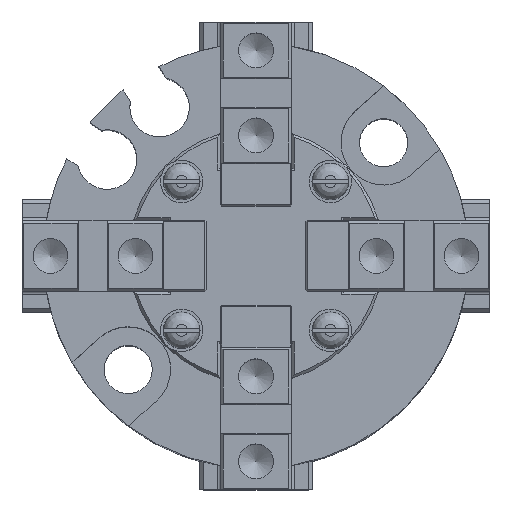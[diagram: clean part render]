
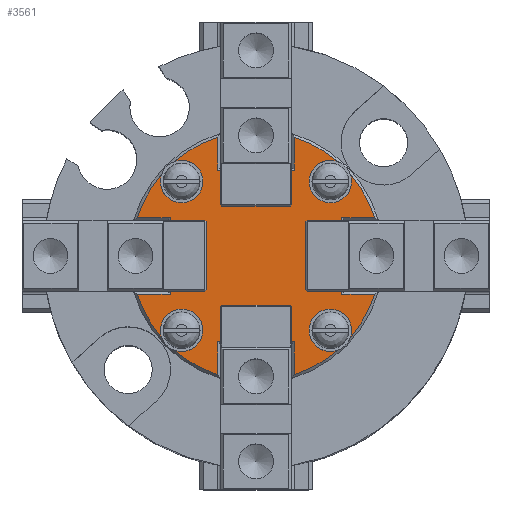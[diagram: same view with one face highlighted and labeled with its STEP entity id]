
A CAD part, top view. The second image highlights one B-rep face of the part: STEP entity #3561.
In plain terms, the highlighted planar face has unit normal (0, 0, 1).
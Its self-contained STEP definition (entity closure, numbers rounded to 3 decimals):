
#370=LINE('',#6040,#684);
#373=LINE('',#6046,#687);
#376=LINE('',#6052,#690);
#378=LINE('',#6077,#692);
#381=LINE('',#6083,#695);
#384=LINE('',#6088,#698);
#385=LINE('',#6109,#699);
#387=LINE('',#6113,#701);
#389=LINE('',#6117,#703);
#390=LINE('',#6138,#704);
#392=LINE('',#6142,#706);
#395=LINE('',#6146,#709);
#684=VECTOR('',#4893,10.);
#687=VECTOR('',#4898,10.);
#690=VECTOR('',#4903,10.);
#692=VECTOR('',#4919,10.);
#695=VECTOR('',#4924,10.);
#698=VECTOR('',#4929,10.);
#699=VECTOR('',#4942,10.);
#701=VECTOR('',#4946,10.);
#703=VECTOR('',#4950,10.);
#704=VECTOR('',#4963,10.);
#706=VECTOR('',#4967,10.);
#709=VECTOR('',#4972,10.);
#863=PLANE('',#4019);
#1120=FACE_OUTER_BOUND('',#1379,.T.);
#1379=EDGE_LOOP('',(#3252,#3253,#3254,#3255,#3256,#3257,#3258,#3259,#3260,
#3261,#3262,#3263,#3264,#3265,#3266,#3267,#3268,#3269,#3270,#3271,#3272,
#3273,#3274,#3275));
#1508=CIRCLE('',#3954,8.8);
#1512=CIRCLE('',#3958,8.8);
#1514=CIRCLE('',#3964,8.8);
#1517=CIRCLE('',#3967,8.8);
#1519=CIRCLE('',#3973,8.8);
#1521=CIRCLE('',#3975,8.8);
#1523=CIRCLE('',#3981,8.8);
#1525=CIRCLE('',#3983,8.8);
#1527=CIRCLE('',#3991,1.5);
#1529=CIRCLE('',#3994,1.5);
#1532=CIRCLE('',#3999,1.5);
#1537=CIRCLE('',#4011,1.5);
#1821=VERTEX_POINT('',#6017);
#1822=VERTEX_POINT('',#6018);
#1823=VERTEX_POINT('',#6029);
#1826=VERTEX_POINT('',#6035);
#1827=VERTEX_POINT('',#6039);
#1829=VERTEX_POINT('',#6045);
#1831=VERTEX_POINT('',#6051);
#1833=VERTEX_POINT('',#6057);
#1834=VERTEX_POINT('',#6058);
#1835=VERTEX_POINT('',#6069);
#1837=VERTEX_POINT('',#6076);
#1839=VERTEX_POINT('',#6082);
#1840=VERTEX_POINT('',#6087);
#1841=VERTEX_POINT('',#6091);
#1842=VERTEX_POINT('',#6092);
#1843=VERTEX_POINT('',#6103);
#1844=VERTEX_POINT('',#6108);
#1845=VERTEX_POINT('',#6112);
#1846=VERTEX_POINT('',#6116);
#1847=VERTEX_POINT('',#6120);
#1848=VERTEX_POINT('',#6121);
#1849=VERTEX_POINT('',#6132);
#1850=VERTEX_POINT('',#6137);
#1851=VERTEX_POINT('',#6141);
#2270=EDGE_CURVE('',#1821,#1823,#1508,.T.);
#2274=EDGE_CURVE('',#1826,#1822,#1512,.T.);
#2275=EDGE_CURVE('',#1823,#1827,#370,.T.);
#2278=EDGE_CURVE('',#1827,#1829,#373,.T.);
#2281=EDGE_CURVE('',#1829,#1831,#376,.T.);
#2285=EDGE_CURVE('',#1833,#1835,#1514,.T.);
#2288=EDGE_CURVE('',#1831,#1834,#1517,.T.);
#2289=EDGE_CURVE('',#1835,#1837,#378,.T.);
#2292=EDGE_CURVE('',#1837,#1839,#381,.T.);
#2295=EDGE_CURVE('',#1839,#1840,#384,.T.);
#2298=EDGE_CURVE('',#1841,#1843,#1519,.T.);
#2300=EDGE_CURVE('',#1840,#1842,#1521,.T.);
#2301=EDGE_CURVE('',#1843,#1844,#385,.T.);
#2303=EDGE_CURVE('',#1844,#1845,#387,.T.);
#2305=EDGE_CURVE('',#1845,#1846,#389,.T.);
#2308=EDGE_CURVE('',#1847,#1849,#1523,.T.);
#2310=EDGE_CURVE('',#1846,#1848,#1525,.T.);
#2311=EDGE_CURVE('',#1849,#1850,#390,.T.);
#2313=EDGE_CURVE('',#1850,#1851,#392,.T.);
#2316=EDGE_CURVE('',#1851,#1826,#395,.T.);
#2320=EDGE_CURVE('',#1833,#1834,#1527,.T.);
#2322=EDGE_CURVE('',#1821,#1822,#1529,.T.);
#2325=EDGE_CURVE('',#1847,#1848,#1532,.T.);
#2330=EDGE_CURVE('',#1841,#1842,#1537,.T.);
#3252=ORIENTED_EDGE('',*,*,#2285,.F.);
#3253=ORIENTED_EDGE('',*,*,#2320,.T.);
#3254=ORIENTED_EDGE('',*,*,#2288,.F.);
#3255=ORIENTED_EDGE('',*,*,#2281,.F.);
#3256=ORIENTED_EDGE('',*,*,#2278,.F.);
#3257=ORIENTED_EDGE('',*,*,#2275,.F.);
#3258=ORIENTED_EDGE('',*,*,#2270,.F.);
#3259=ORIENTED_EDGE('',*,*,#2322,.T.);
#3260=ORIENTED_EDGE('',*,*,#2274,.F.);
#3261=ORIENTED_EDGE('',*,*,#2316,.F.);
#3262=ORIENTED_EDGE('',*,*,#2313,.F.);
#3263=ORIENTED_EDGE('',*,*,#2311,.F.);
#3264=ORIENTED_EDGE('',*,*,#2308,.F.);
#3265=ORIENTED_EDGE('',*,*,#2325,.T.);
#3266=ORIENTED_EDGE('',*,*,#2310,.F.);
#3267=ORIENTED_EDGE('',*,*,#2305,.F.);
#3268=ORIENTED_EDGE('',*,*,#2303,.F.);
#3269=ORIENTED_EDGE('',*,*,#2301,.F.);
#3270=ORIENTED_EDGE('',*,*,#2298,.F.);
#3271=ORIENTED_EDGE('',*,*,#2330,.T.);
#3272=ORIENTED_EDGE('',*,*,#2300,.F.);
#3273=ORIENTED_EDGE('',*,*,#2295,.F.);
#3274=ORIENTED_EDGE('',*,*,#2292,.F.);
#3275=ORIENTED_EDGE('',*,*,#2289,.F.);
#3561=ADVANCED_FACE('',(#1120),#863,.T.);
#3954=AXIS2_PLACEMENT_3D('',#6030,#4881,#4882);
#3958=AXIS2_PLACEMENT_3D('',#6037,#4889,#4890);
#3964=AXIS2_PLACEMENT_3D('',#6070,#4909,#4910);
#3967=AXIS2_PLACEMENT_3D('',#6074,#4915,#4916);
#3973=AXIS2_PLACEMENT_3D('',#6104,#4934,#4935);
#3975=AXIS2_PLACEMENT_3D('',#6106,#4938,#4939);
#3981=AXIS2_PLACEMENT_3D('',#6133,#4955,#4956);
#3983=AXIS2_PLACEMENT_3D('',#6135,#4959,#4960);
#3991=AXIS2_PLACEMENT_3D('',#6154,#4983,#4984);
#3994=AXIS2_PLACEMENT_3D('',#6158,#4989,#4990);
#3999=AXIS2_PLACEMENT_3D('',#6165,#4999,#5000);
#4011=AXIS2_PLACEMENT_3D('',#6181,#5023,#5024);
#4019=AXIS2_PLACEMENT_3D('',#6194,#5044,#5045);
#4881=DIRECTION('center_axis',(0.,0.,-1.));
#4882=DIRECTION('ref_axis',(0.278,-0.961,0.));
#4889=DIRECTION('center_axis',(0.,0.,-1.));
#4890=DIRECTION('ref_axis',(0.278,-0.961,0.));
#4893=DIRECTION('',(0.,1.,0.));
#4898=DIRECTION('',(-1.,0.,0.));
#4903=DIRECTION('',(0.,-1.,0.));
#4909=DIRECTION('center_axis',(0.,0.,-1.));
#4910=DIRECTION('ref_axis',(-0.961,-0.278,0.));
#4915=DIRECTION('center_axis',(0.,0.,-1.));
#4916=DIRECTION('ref_axis',(-0.961,-0.278,0.));
#4919=DIRECTION('',(1.,0.,0.));
#4924=DIRECTION('',(0.,1.,0.));
#4929=DIRECTION('',(-1.,0.,0.));
#4934=DIRECTION('center_axis',(0.,0.,-1.));
#4935=DIRECTION('ref_axis',(-0.278,0.961,0.));
#4938=DIRECTION('center_axis',(0.,0.,-1.));
#4939=DIRECTION('ref_axis',(-0.278,0.961,0.));
#4942=DIRECTION('',(0.,-1.,0.));
#4946=DIRECTION('',(1.,0.,0.));
#4950=DIRECTION('',(0.,1.,0.));
#4955=DIRECTION('center_axis',(0.,0.,-1.));
#4956=DIRECTION('ref_axis',(0.961,0.278,0.));
#4959=DIRECTION('center_axis',(0.,0.,-1.));
#4960=DIRECTION('ref_axis',(0.961,0.278,0.));
#4963=DIRECTION('',(-1.,0.,0.));
#4967=DIRECTION('',(0.,-1.,0.));
#4972=DIRECTION('',(1.,0.,0.));
#4983=DIRECTION('center_axis',(0.,0.,-1.));
#4984=DIRECTION('ref_axis',(0.,1.,0.));
#4989=DIRECTION('center_axis',(0.,0.,-1.));
#4990=DIRECTION('ref_axis',(-1.,0.,0.));
#4999=DIRECTION('center_axis',(0.,0.,-1.));
#5000=DIRECTION('ref_axis',(0.,-1.,0.));
#5023=DIRECTION('center_axis',(0.,0.,-1.));
#5024=DIRECTION('ref_axis',(1.,0.,0.));
#5044=DIRECTION('center_axis',(0.,0.,1.));
#5045=DIRECTION('ref_axis',(1.,0.,0.));
#6017=CARTESIAN_POINT('',(5.745,-6.666,2.));
#6018=CARTESIAN_POINT('',(6.666,-5.745,2.));
#6029=CARTESIAN_POINT('',(2.7,-8.376,2.));
#6030=CARTESIAN_POINT('Origin',(0.,0.,2.));
#6035=CARTESIAN_POINT('',(8.376,-2.7,2.));
#6037=CARTESIAN_POINT('Origin',(0.,0.,2.));
#6039=CARTESIAN_POINT('',(2.7,-6.05,2.));
#6040=CARTESIAN_POINT('',(2.7,-3.125,2.));
#6045=CARTESIAN_POINT('',(-2.7,-6.05,2.));
#6046=CARTESIAN_POINT('',(-1.25,-6.05,2.));
#6051=CARTESIAN_POINT('',(-2.7,-8.376,2.));
#6052=CARTESIAN_POINT('',(-2.7,-4.323,2.));
#6057=CARTESIAN_POINT('',(-6.666,-5.745,2.));
#6058=CARTESIAN_POINT('',(-5.745,-6.666,2.));
#6069=CARTESIAN_POINT('',(-8.376,-2.7,2.));
#6070=CARTESIAN_POINT('Origin',(0.,0.,2.));
#6074=CARTESIAN_POINT('Origin',(0.,0.,2.));
#6076=CARTESIAN_POINT('',(-6.05,-2.7,2.));
#6077=CARTESIAN_POINT('',(-3.125,-2.7,2.));
#6082=CARTESIAN_POINT('',(-6.05,2.7,2.));
#6083=CARTESIAN_POINT('',(-6.05,1.25,2.));
#6087=CARTESIAN_POINT('',(-8.376,2.7,2.));
#6088=CARTESIAN_POINT('',(-4.323,2.7,2.));
#6091=CARTESIAN_POINT('',(-5.745,6.666,2.));
#6092=CARTESIAN_POINT('',(-6.666,5.745,2.));
#6103=CARTESIAN_POINT('',(-2.7,8.376,2.));
#6104=CARTESIAN_POINT('Origin',(0.,0.,2.));
#6106=CARTESIAN_POINT('Origin',(0.,0.,2.));
#6108=CARTESIAN_POINT('',(-2.7,6.05,2.));
#6109=CARTESIAN_POINT('',(-2.7,3.125,2.));
#6112=CARTESIAN_POINT('',(2.7,6.05,2.));
#6113=CARTESIAN_POINT('',(1.25,6.05,2.));
#6116=CARTESIAN_POINT('',(2.7,8.376,2.));
#6117=CARTESIAN_POINT('',(2.7,4.323,2.));
#6120=CARTESIAN_POINT('',(6.666,5.745,2.));
#6121=CARTESIAN_POINT('',(5.745,6.666,2.));
#6132=CARTESIAN_POINT('',(8.376,2.7,2.));
#6133=CARTESIAN_POINT('Origin',(0.,0.,2.));
#6135=CARTESIAN_POINT('Origin',(0.,0.,2.));
#6137=CARTESIAN_POINT('',(6.05,2.7,2.));
#6138=CARTESIAN_POINT('',(3.125,2.7,2.));
#6141=CARTESIAN_POINT('',(6.05,-2.7,2.));
#6142=CARTESIAN_POINT('',(6.05,-1.25,2.));
#6146=CARTESIAN_POINT('',(4.323,-2.7,2.));
#6154=CARTESIAN_POINT('Origin',(-5.25,-5.25,2.));
#6158=CARTESIAN_POINT('Origin',(5.25,-5.25,2.));
#6165=CARTESIAN_POINT('Origin',(5.25,5.25,2.));
#6181=CARTESIAN_POINT('Origin',(-5.25,5.25,2.));
#6194=CARTESIAN_POINT('Origin',(0.,0.,
2.));
